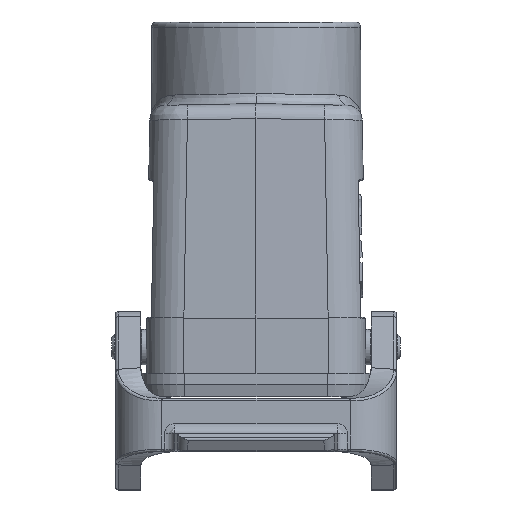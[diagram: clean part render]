
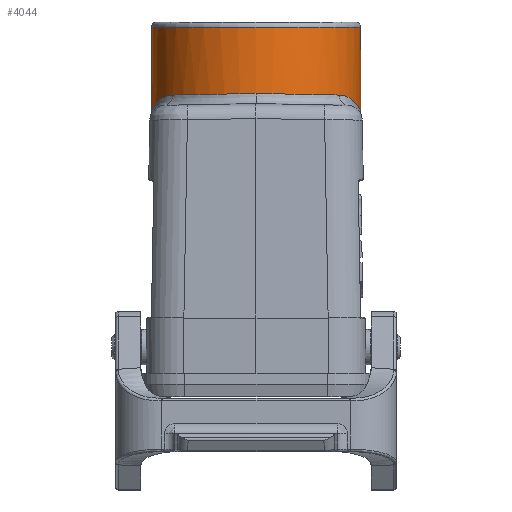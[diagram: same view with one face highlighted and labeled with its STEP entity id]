
A CAD part, left-side view. The second image highlights one B-rep face of the part: STEP entity #4044.
In plain terms, the highlighted cylindrical face has radius 20.5 mm (diameter 41 mm), a full revolution.
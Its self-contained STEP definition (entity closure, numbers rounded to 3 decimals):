
#2900=CYLINDRICAL_SURFACE('',#13848,20.5);
#3721=B_SPLINE_CURVE_WITH_KNOTS('',3,(#18653,#18654,#18655,#18656,#18657,
#18658,#18659,#18660,#18661,#18662,#18663,#18664,#18665,#18666,#18667,#18668),
 .UNSPECIFIED.,.F.,.F.,(4,2,2,2,2,2,2,4),(0.,0.125,0.25,0.375,0.5,0.625,
0.75,1.),.UNSPECIFIED.);
#3722=B_SPLINE_CURVE_WITH_KNOTS('',3,(#18674,#18675,#18676,#18677,#18678,
#18679,#18680,#18681,#18682,#18683,#18684,#18685,#18686,#18687,#18688,#18689),
 .UNSPECIFIED.,.F.,.F.,(4,2,2,2,2,2,2,4),(0.,0.125,0.25,0.375,0.5,0.625,
0.75,1.),.UNSPECIFIED.);
#3927=ELLIPSE('',#13843,20.504,20.5);
#3928=ELLIPSE('',#13844,20.504,20.5);
#3929=ELLIPSE('',#13845,20.504,20.5);
#3930=ELLIPSE('',#13846,20.504,20.5);
#4044=ADVANCED_FACE('',(#6593,#6594),#2900,.T.);
#6593=FACE_BOUND('',#6755,.T.);
#6594=FACE_BOUND('',#6756,.T.);
#6755=EDGE_LOOP('',(#7817,#7818,#7819,#7820,#7821,#7822));
#6756=EDGE_LOOP('',(#7823));
#7817=ORIENTED_EDGE('',*,*,#11694,.T.);
#7818=ORIENTED_EDGE('',*,*,#11695,.T.);
#7819=ORIENTED_EDGE('',*,*,#11696,.T.);
#7820=ORIENTED_EDGE('',*,*,#11697,.T.);
#7821=ORIENTED_EDGE('',*,*,#11698,.T.);
#7822=ORIENTED_EDGE('',*,*,#11699,.T.);
#7823=ORIENTED_EDGE('',*,*,#11700,.T.);
#10699=VERTEX_POINT('',#18649);
#10700=VERTEX_POINT('',#18650);
#10701=VERTEX_POINT('',#18652);
#10702=VERTEX_POINT('',#18669);
#10703=VERTEX_POINT('',#18671);
#10704=VERTEX_POINT('',#18673);
#10705=VERTEX_POINT('',#18691);
#11694=EDGE_CURVE('',#10699,#10700,#3927,.T.);
#11695=EDGE_CURVE('',#10700,#10701,#3928,.T.);
#11696=EDGE_CURVE('',#10701,#10702,#3721,.T.);
#11697=EDGE_CURVE('',#10702,#10703,#3929,.T.);
#11698=EDGE_CURVE('',#10703,#10704,#3930,.T.);
#11699=EDGE_CURVE('',#10704,#10699,#3722,.T.);
#11700=EDGE_CURVE('',#10705,#10705,#12898,.T.);
#12898=CIRCLE('',#13847,20.5);
#13843=AXIS2_PLACEMENT_3D('',#18648,#15196,#15197);
#13844=AXIS2_PLACEMENT_3D('',#18651,#15198,#15199);
#13845=AXIS2_PLACEMENT_3D('',#18670,#15200,#15201);
#13846=AXIS2_PLACEMENT_3D('',#18672,#15202,#15203);
#13847=AXIS2_PLACEMENT_3D('',#18690,#15204,#15205);
#13848=AXIS2_PLACEMENT_3D('',#18692,#15206,#15207);
#15196=DIRECTION('',(0.,-0.019,1.));
#15197=DIRECTION('',(0.,-1.,-0.019));
#15198=DIRECTION('',(0.,0.019,1.));
#15199=DIRECTION('',(0.,1.,-0.019));
#15200=DIRECTION('',(0.,0.019,1.));
#15201=DIRECTION('',(0.,1.,-0.019));
#15202=DIRECTION('',(0.,-0.019,1.));
#15203=DIRECTION('',(0.,-1.,-0.019));
#15204=DIRECTION('',(0.,0.,-1.));
#15205=DIRECTION('',(-1.,0.,0.));
#15206=DIRECTION('',(0.,0.,-1.));
#15207=DIRECTION('',(-1.,0.,0.));
#18648=CARTESIAN_POINT('',(0.,0.,47.85));
#18649=CARTESIAN_POINT('',(12.425,-16.305,47.538));
#18650=CARTESIAN_POINT('',(20.5,0.,47.85));
#18651=CARTESIAN_POINT('',(0.,0.,47.85));
#18652=CARTESIAN_POINT('',(12.425,16.305,47.538));
#18653=CARTESIAN_POINT('',(12.425,16.305,47.538));
#18654=CARTESIAN_POINT('',(11.498,17.012,47.524));
#18655=CARTESIAN_POINT('',(10.543,17.616,47.341));
#18656=CARTESIAN_POINT('',(8.568,18.657,46.814));
#18657=CARTESIAN_POINT('',(7.544,19.092,46.461));
#18658=CARTESIAN_POINT('',(5.487,19.782,45.709));
#18659=CARTESIAN_POINT('',(4.446,20.042,45.3));
#18660=CARTESIAN_POINT('',(2.285,20.402,44.579));
#18661=CARTESIAN_POINT('',(1.165,20.5,44.268));
#18662=CARTESIAN_POINT('',(-1.166,20.5,44.268));
#18663=CARTESIAN_POINT('',(-2.286,20.402,44.579));
#18664=CARTESIAN_POINT('',(-4.444,20.042,45.299));
#18665=CARTESIAN_POINT('',(-5.483,19.783,45.707));
#18666=CARTESIAN_POINT('',(-8.56,18.752,46.833));
#18667=CARTESIAN_POINT('',(-10.571,17.718,47.511));
#18668=CARTESIAN_POINT('',(-12.425,16.305,47.538));
#18669=CARTESIAN_POINT('',(-12.425,16.305,47.538));
#18670=CARTESIAN_POINT('',(0.,0.,47.85));
#18671=CARTESIAN_POINT('',(-20.5,0.,47.85));
#18672=CARTESIAN_POINT('',(0.,0.,47.85));
#18673=CARTESIAN_POINT('',(-12.425,-16.305,47.538));
#18674=CARTESIAN_POINT('',(-12.425,-16.305,47.538));
#18675=CARTESIAN_POINT('',(-11.498,-17.012,47.524));
#18676=CARTESIAN_POINT('',(-10.543,-17.616,47.341));
#18677=CARTESIAN_POINT('',(-8.568,-18.657,46.814));
#18678=CARTESIAN_POINT('',(-7.544,-19.092,46.461));
#18679=CARTESIAN_POINT('',(-5.487,-19.782,45.709));
#18680=CARTESIAN_POINT('',(-4.446,-20.042,45.3));
#18681=CARTESIAN_POINT('',(-2.285,-20.402,44.579));
#18682=CARTESIAN_POINT('',(-1.165,-20.5,44.268));
#18683=CARTESIAN_POINT('',(1.166,-20.5,44.268));
#18684=CARTESIAN_POINT('',(2.286,-20.402,44.579));
#18685=CARTESIAN_POINT('',(4.444,-20.042,45.299));
#18686=CARTESIAN_POINT('',(5.483,-19.783,45.707));
#18687=CARTESIAN_POINT('',(8.56,-18.752,46.833));
#18688=CARTESIAN_POINT('',(10.571,-17.718,47.511));
#18689=CARTESIAN_POINT('',(12.425,-16.305,47.538));
#18690=CARTESIAN_POINT('',(0.,0.,60.85));
#18691=CARTESIAN_POINT('',(-20.5,0.,60.85));
#18692=CARTESIAN_POINT('',(0.,0.,0.));
